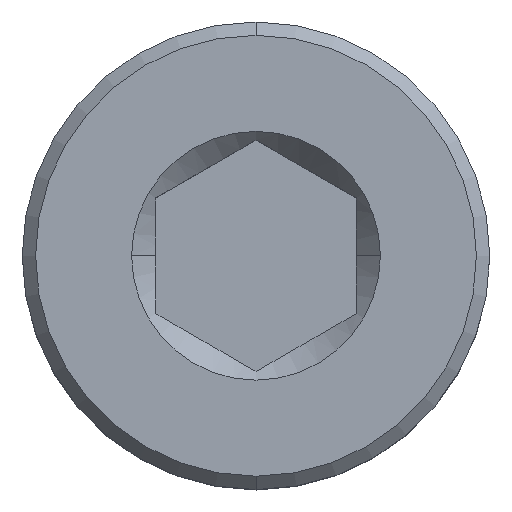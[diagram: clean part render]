
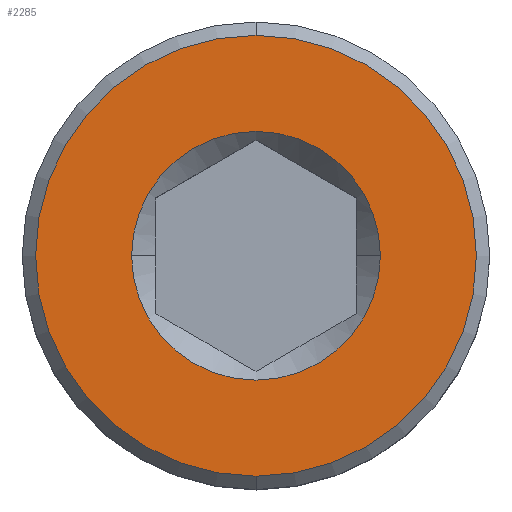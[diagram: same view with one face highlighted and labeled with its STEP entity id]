
A CAD part, top view. The second image highlights one B-rep face of the part: STEP entity #2285.
In plain terms, the highlighted planar face has unit normal (0, 0, 1).
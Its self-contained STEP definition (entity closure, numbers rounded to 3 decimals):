
#61 = CARTESIAN_POINT ( 'NONE',  ( 0., 0., 12. ) ) ;
#344 = EDGE_LOOP ( 'NONE', ( #1661, #5279 ) ) ;
#663 = ORIENTED_EDGE ( 'NONE', *, *, #688, .F. ) ;
#688 = EDGE_CURVE ( 'NONE', #2243, #794, #3765, .T. ) ;
#794 = VERTEX_POINT ( 'NONE', #2378 ) ;
#821 = EDGE_CURVE ( 'NONE', #4244, #4403, #3006, .T. ) ;
#915 = DIRECTION ( 'NONE',  ( 0., 0., -1. ) ) ;
#1284 = DIRECTION ( 'NONE',  ( 0., 1., 0. ) ) ;
#1464 = CARTESIAN_POINT ( 'NONE',  ( 0., 0., 12. ) ) ;
#1661 = ORIENTED_EDGE ( 'NONE', *, *, #4426, .F. ) ;
#1969 = CIRCLE ( 'NONE', #4680, 3.3 ) ;
#2243 = VERTEX_POINT ( 'NONE', #3568 ) ;
#2285 = ADVANCED_FACE ( 'NONE', ( #4491, #4566 ), #5139, .T. ) ;
#2301 = DIRECTION ( 'NONE',  ( 0., 0., 1. ) ) ;
#2326 = DIRECTION ( 'NONE',  ( 0., 0., -1. ) ) ;
#2327 = DIRECTION ( 'NONE',  ( 1., 0., 0. ) ) ;
#2378 = CARTESIAN_POINT ( 'NONE',  ( 0., 3.3, 12. ) ) ;
#2393 = CIRCLE ( 'NONE', #2937, 1.862 ) ;
#2434 = AXIS2_PLACEMENT_3D ( 'NONE', #2727, #2301, #3212 ) ;
#2727 = CARTESIAN_POINT ( 'NONE',  ( 0., 0., 12. ) ) ;
#2776 = CARTESIAN_POINT ( 'NONE',  ( 0., 0., 12. ) ) ;
#2800 = EDGE_LOOP ( 'NONE', ( #4436, #663 ) ) ;
#2937 = AXIS2_PLACEMENT_3D ( 'NONE', #1464, #5715, #3845 ) ;
#3006 = CIRCLE ( 'NONE', #3540, 1.862 ) ;
#3212 = DIRECTION ( 'NONE',  ( 0., -1., 0. ) ) ;
#3356 = DIRECTION ( 'NONE',  ( 0., 1., 0. ) ) ;
#3540 = AXIS2_PLACEMENT_3D ( 'NONE', #61, #5163, #2327 ) ;
#3547 = EDGE_CURVE ( 'NONE', #794, #2243, #1969, .T. ) ;
#3568 = CARTESIAN_POINT ( 'NONE',  ( 0., -3.3, 12. ) ) ;
#3726 = CARTESIAN_POINT ( 'NONE',  ( 1.862, 0., 12. ) ) ;
#3765 = CIRCLE ( 'NONE', #3832, 3.3 ) ;
#3832 = AXIS2_PLACEMENT_3D ( 'NONE', #2776, #915, #1284 ) ;
#3845 = DIRECTION ( 'NONE',  ( 1., 0., 0. ) ) ;
#4244 = VERTEX_POINT ( 'NONE', #5078 ) ;
#4403 = VERTEX_POINT ( 'NONE', #3726 ) ;
#4426 = EDGE_CURVE ( 'NONE', #4403, #4244, #2393, .T. ) ;
#4436 = ORIENTED_EDGE ( 'NONE', *, *, #3547, .F. ) ;
#4491 = FACE_BOUND ( 'NONE', #344, .T. ) ;
#4566 = FACE_OUTER_BOUND ( 'NONE', #2800, .T. ) ;
#4680 = AXIS2_PLACEMENT_3D ( 'NONE', #5162, #2326, #3356 ) ;
#5078 = CARTESIAN_POINT ( 'NONE',  ( -1.862, 0., 12. ) ) ;
#5139 = PLANE ( 'NONE',  #2434 ) ;
#5162 = CARTESIAN_POINT ( 'NONE',  ( 0., 0., 12. ) ) ;
#5163 = DIRECTION ( 'NONE',  ( 0., 0., 1. ) ) ;
#5279 = ORIENTED_EDGE ( 'NONE', *, *, #821, .F. ) ;
#5715 = DIRECTION ( 'NONE',  ( 0., 0., 1. ) ) ;
